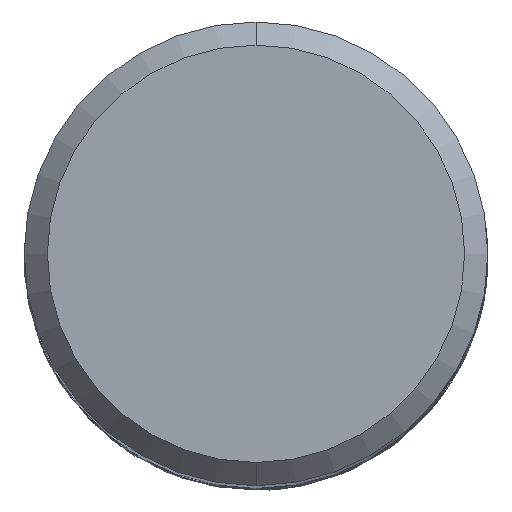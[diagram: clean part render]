
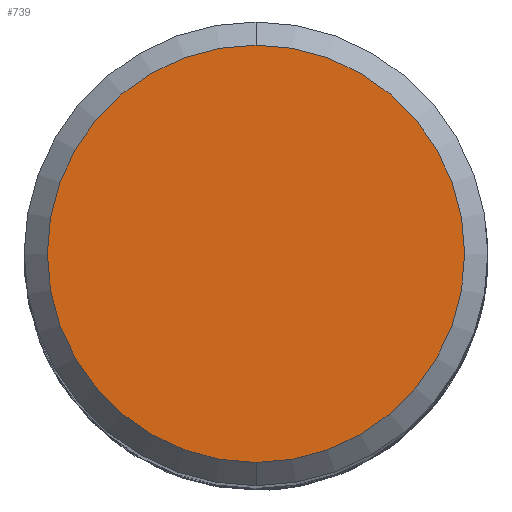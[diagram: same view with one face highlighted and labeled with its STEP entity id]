
A CAD part, top view. The second image highlights one B-rep face of the part: STEP entity #739.
In plain terms, the highlighted planar face has unit normal (0, 0, 1).
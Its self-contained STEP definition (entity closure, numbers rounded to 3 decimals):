
#599=EDGE_CURVE('',#613,#1447,#1742,.T.);
#613=VERTEX_POINT('',#1757);
#739=ADVANCED_FACE('',(#1894),#1895,.T.);
#1247=EDGE_CURVE('',#1447,#613,#2451,.T.);
#1447=VERTEX_POINT('',#2669);
#1742=CIRCLE('',#3002,9.0);
#1757=CARTESIAN_POINT('',(0.0,9.0,0.0));
#1894=FACE_OUTER_BOUND('',#3911,.T.);
#1895=PLANE('',#3912);
#2451=CIRCLE('',#8360,9.0);
#2669=CARTESIAN_POINT('',(0.,-9.0,0.0));
#3002=AXIS2_PLACEMENT_3D('',#13947,#13948,#13949);
#3911=EDGE_LOOP('',(#14118,#14119));
#3912=AXIS2_PLACEMENT_3D('',#14120,#14121,#14122);
#8360=AXIS2_PLACEMENT_3D('',#14728,#14729,#14730);
#13947=CARTESIAN_POINT('',(0.0,0.0,0.0));
#13948=DIRECTION('',(0.0,0.0,-1.0));
#13949=DIRECTION('',(0.0,1.0,0.0));
#14118=ORIENTED_EDGE('',*,*,#599,.F.);
#14119=ORIENTED_EDGE('',*,*,#1247,.F.);
#14120=CARTESIAN_POINT('',(0.0,4.5,0.0));
#14121=DIRECTION('',(-0.0,0.0,1.0));
#14122=DIRECTION('',(0.0,-1.0,0.0));
#14728=CARTESIAN_POINT('',(0.0,0.0,0.0));
#14729=DIRECTION('',(0.0,0.0,-1.0));
#14730=DIRECTION('',(0.0,1.0,0.0));
